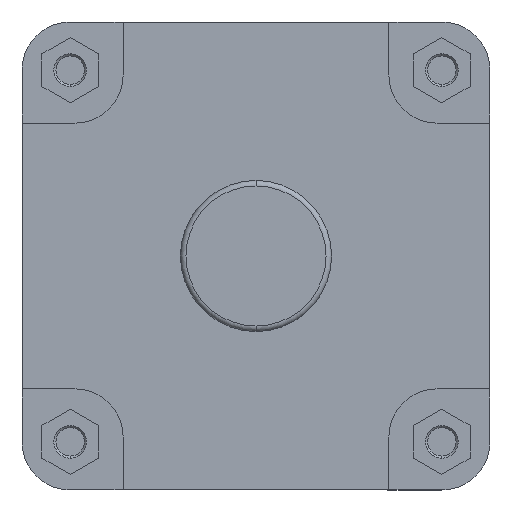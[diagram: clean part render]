
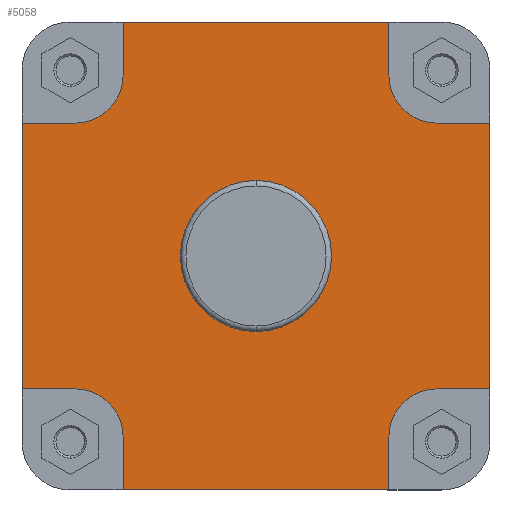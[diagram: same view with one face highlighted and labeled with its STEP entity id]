
A CAD part, left-side view. The second image highlights one B-rep face of the part: STEP entity #5058.
In plain terms, the highlighted planar face has unit normal (-1, 0, 0).
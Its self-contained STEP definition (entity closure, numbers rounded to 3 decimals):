
#335 = CARTESIAN_POINT ( 'NONE',  ( 82., 131.5, 131.5 ) ) ;
#338 = CARTESIAN_POINT ( 'NONE',  ( 82., 131.5, -131.5 ) ) ;
#340 = CARTESIAN_POINT ( 'NONE',  ( 82., 96.5, -170. ) ) ;
#341 = DIRECTION ( 'NONE',  ( 0., 0., 1. ) ) ;
#342 = CARTESIAN_POINT ( 'NONE',  ( 82., -131.5, 131.5 ) ) ;
#343 = DIRECTION ( 'NONE',  ( -1., 0., 0. ) ) ;
#344 = DIRECTION ( 'NONE',  ( 0., 0., -1. ) ) ;
#345 = CARTESIAN_POINT ( 'NONE',  ( 82., 131.5, -96.5 ) ) ;
#346 = DIRECTION ( 'NONE',  ( 0., 1., 0. ) ) ;
#347 = CARTESIAN_POINT ( 'NONE',  ( 82., 170., 0. ) ) ;
#348 = DIRECTION ( 'NONE',  ( 0., 0., 1. ) ) ;
#349 = DIRECTION ( 'NONE',  ( 0., 0., 1. ) ) ;
#350 = CARTESIAN_POINT ( 'NONE',  ( 82., 96.5, 131.5 ) ) ;
#351 = CARTESIAN_POINT ( 'NONE',  ( 82., 170., 96.5 ) ) ;
#352 = CARTESIAN_POINT ( 'NONE',  ( 82., -374.141, 170. ) ) ;
#353 = DIRECTION ( 'NONE',  ( 0., 0., -1. ) ) ;
#354 = DIRECTION ( 'NONE',  ( -1., 0., 0. ) ) ;
#355 = CARTESIAN_POINT ( 'NONE',  ( 82., -96.5, -131.5 ) ) ;
#356 = DIRECTION ( 'NONE',  ( 0., -1., 0. ) ) ;
#624 = ORIENTED_EDGE ( 'NONE', *, *, #4318, .F. ) ;
#653 = ORIENTED_EDGE ( 'NONE', *, *, #4317, .F. ) ;
#899 = VERTEX_POINT ( 'NONE', #1752 ) ;
#991 = VERTEX_POINT ( 'NONE', #1687 ) ;
#1095 = CARTESIAN_POINT ( 'NONE',  ( 82., 96.5, 170. ) ) ;
#1115 = VERTEX_POINT ( 'NONE', #1502 ) ;
#1116 = CARTESIAN_POINT ( 'NONE',  ( 82., 170., 96.5 ) ) ;
#1124 = VERTEX_POINT ( 'NONE', #1519 ) ;
#1126 = VERTEX_POINT ( 'NONE', #1403 ) ;
#1140 = VERTEX_POINT ( 'NONE', #1412 ) ;
#1145 = CARTESIAN_POINT ( 'NONE',  ( 82., 0., 0. ) ) ;
#1162 = CARTESIAN_POINT ( 'NONE',  ( 82., -170., -96.5 ) ) ;
#1166 = VERTEX_POINT ( 'NONE', #1422 ) ;
#1180 = VERTEX_POINT ( 'NONE', #1313 ) ;
#1205 = CARTESIAN_POINT ( 'NONE',  ( 82., -131.5, 96.5 ) ) ;
#1245 = VERTEX_POINT ( 'NONE', #1116 ) ;
#1283 = CARTESIAN_POINT ( 'NONE',  ( 82., -96.5, 131.5 ) ) ;
#1313 = CARTESIAN_POINT ( 'NONE',  ( 82., 96.5, -131.5 ) ) ;
#1317 = VERTEX_POINT ( 'NONE', #1335 ) ;
#1335 = CARTESIAN_POINT ( 'NONE',  ( 82., -96.5, 170. ) ) ;
#1357 = VERTEX_POINT ( 'NONE', #1737 ) ;
#1362 = VERTEX_POINT ( 'NONE', #1416 ) ;
#1378 = VERTEX_POINT ( 'NONE', #1205 ) ;
#1403 = CARTESIAN_POINT ( 'NONE',  ( 82., -170., 96.5 ) ) ;
#1404 = VERTEX_POINT ( 'NONE', #1283 ) ;
#1412 = CARTESIAN_POINT ( 'NONE',  ( 82., 131.5, 96.5 ) ) ;
#1416 = CARTESIAN_POINT ( 'NONE',  ( 82., -96.5, -170. ) ) ;
#1419 = DIRECTION ( 'NONE',  ( -1., 0., 0. ) ) ;
#1420 = DIRECTION ( 'NONE',  ( 0., 0., 1. ) ) ;
#1421 = DIRECTION ( 'NONE',  ( 0., -1., 0. ) ) ;
#1422 = CARTESIAN_POINT ( 'NONE',  ( 82., -96.5, -131.5 ) ) ;
#1485 = VERTEX_POINT ( 'NONE', #1162 ) ;
#1502 = CARTESIAN_POINT ( 'NONE',  ( 82., 170., -96.5 ) ) ;
#1519 = CARTESIAN_POINT ( 'NONE',  ( 82., -131.5, -96.5 ) ) ;
#1551 = VERTEX_POINT ( 'NONE', #1095 ) ;
#1562 = CARTESIAN_POINT ( 'NONE',  ( 82., 96.5, -170. ) ) ;
#1583 = VERTEX_POINT ( 'NONE', #1562 ) ;
#1598 = CARTESIAN_POINT ( 'NONE',  ( 82., 96.5, 131.5 ) ) ;
#1607 = VERTEX_POINT ( 'NONE', #1598 ) ;
#1687 = CARTESIAN_POINT ( 'NONE',  ( 82., 0., -54.9 ) ) ;
#1737 = CARTESIAN_POINT ( 'NONE',  ( 82., 131.5, -96.5 ) ) ;
#1752 = CARTESIAN_POINT ( 'NONE',  ( 82., 0., 54.9 ) ) ;
#1754 = CARTESIAN_POINT ( 'NONE',  ( 82., -96.5, 170. ) ) ;
#1755 = DIRECTION ( 'NONE',  ( 0., 0., -1. ) ) ;
#1756 = DIRECTION ( 'NONE',  ( -1., 0., 0. ) ) ;
#1757 = DIRECTION ( 'NONE',  ( 0., 0., -1. ) ) ;
#1758 = CARTESIAN_POINT ( 'NONE',  ( 82., -131.5, 96.5 ) ) ;
#1759 = DIRECTION ( 'NONE',  ( 0., -1., 0. ) ) ;
#1761 = CARTESIAN_POINT ( 'NONE',  ( 82., -170., 0. ) ) ;
#1762 = DIRECTION ( 'NONE',  ( 0., 0., 1. ) ) ;
#1763 = CARTESIAN_POINT ( 'NONE',  ( 82., -131.5, -131.5 ) ) ;
#1764 = DIRECTION ( 'NONE',  ( 0., 0., -1. ) ) ;
#1765 = CARTESIAN_POINT ( 'NONE',  ( 82., -374.141, -170. ) ) ;
#1766 = DIRECTION ( 'NONE',  ( 0., -1., 0. ) ) ;
#1767 = CARTESIAN_POINT ( 'NONE',  ( 82., -170., -96.5 ) ) ;
#1768 = DIRECTION ( 'NONE',  ( 0., 1., 0. ) ) ;
#1770 = DIRECTION ( 'NONE',  ( -1., 0., 0. ) ) ;
#1771 = DIRECTION ( 'NONE',  ( 0., 0., -1. ) ) ;
#1908 = CARTESIAN_POINT ( 'NONE',  ( 82., 0., 0. ) ) ;
#1918 = DIRECTION ( 'NONE',  ( -1., 0., 0. ) ) ;
#1919 = DIRECTION ( 'NONE',  ( 0., 0., 1. ) ) ;
#2579 = PLANE ( 'NONE',  #5014 ) ;
#2581 = CARTESIAN_POINT ( 'NONE',  ( 82., 54.9, 0. ) ) ;
#2583 = DIRECTION ( 'NONE',  ( 1., 0., 0. ) ) ;
#2584 = DIRECTION ( 'NONE',  ( 0., 0., -1. ) ) ;
#4234 = EDGE_CURVE ( 'NONE', #991, #899, #5942, .T. ) ;
#4317 = EDGE_CURVE ( 'NONE', #1583, #1180, #6087, .T. ) ;
#4318 = EDGE_CURVE ( 'NONE', #1180, #1357, #6091, .T. ) ;
#4319 = EDGE_CURVE ( 'NONE', #1357, #1115, #6084, .T. ) ;
#4320 = EDGE_CURVE ( 'NONE', #1115, #1245, #6092, .T. ) ;
#4321 = EDGE_CURVE ( 'NONE', #1245, #1140, #6094, .T. ) ;
#4322 = EDGE_CURVE ( 'NONE', #1140, #1607, #6098, .T. ) ;
#4323 = EDGE_CURVE ( 'NONE', #1607, #1551, #6075, .T. ) ;
#4324 = EDGE_CURVE ( 'NONE', #1551, #1317, #6099, .T. ) ;
#4325 = EDGE_CURVE ( 'NONE', #1317, #1404, #6101, .T. ) ;
#4326 = EDGE_CURVE ( 'NONE', #1404, #1378, #6104, .T. ) ;
#4327 = EDGE_CURVE ( 'NONE', #1378, #1126, #6089, .T. ) ;
#4328 = EDGE_CURVE ( 'NONE', #1485, #1126, #6105, .T. ) ;
#4329 = EDGE_CURVE ( 'NONE', #1166, #1362, #6103, .T. ) ;
#4330 = EDGE_CURVE ( 'NONE', #1583, #1362, #6109, .T. ) ;
#4331 = EDGE_CURVE ( 'NONE', #1485, #1124, #6111, .T. ) ;
#4332 = EDGE_CURVE ( 'NONE', #1124, #1166, #6114, .T. ) ;
#4393 = EDGE_CURVE ( 'NONE', #899, #991, #6210, .T. ) ;
#4790 = AXIS2_PLACEMENT_3D ( 'NONE', #1145, #1419, #1420 ) ;
#4809 = AXIS2_PLACEMENT_3D ( 'NONE', #338, #343, #344 ) ;
#4813 = AXIS2_PLACEMENT_3D ( 'NONE', #335, #354, #353 ) ;
#4814 = AXIS2_PLACEMENT_3D ( 'NONE', #342, #1756, #1757 ) ;
#4815 = AXIS2_PLACEMENT_3D ( 'NONE', #1763, #1770, #1771 ) ;
#4841 = AXIS2_PLACEMENT_3D ( 'NONE', #1908, #1918, #1919 ) ;
#5014 = AXIS2_PLACEMENT_3D ( 'NONE', #2581, #2583, #2584 ) ;
#5058 = ADVANCED_FACE ( 'NONE', ( #6891, #6884 ), #2579, .F. ) ;
#5261 = ORIENTED_EDGE ( 'NONE', *, *, #4319, .F. ) ;
#5262 = ORIENTED_EDGE ( 'NONE', *, *, #4320, .F. ) ;
#5263 = ORIENTED_EDGE ( 'NONE', *, *, #4321, .F. ) ;
#5264 = ORIENTED_EDGE ( 'NONE', *, *, #4322, .F. ) ;
#5265 = ORIENTED_EDGE ( 'NONE', *, *, #4323, .F. ) ;
#5266 = ORIENTED_EDGE ( 'NONE', *, *, #4324, .F. ) ;
#5267 = ORIENTED_EDGE ( 'NONE', *, *, #4325, .F. ) ;
#5268 = ORIENTED_EDGE ( 'NONE', *, *, #4326, .F. ) ;
#5269 = ORIENTED_EDGE ( 'NONE', *, *, #4327, .F. ) ;
#5270 = ORIENTED_EDGE ( 'NONE', *, *, #4328, .T. ) ;
#5271 = ORIENTED_EDGE ( 'NONE', *, *, #4331, .F. ) ;
#5272 = ORIENTED_EDGE ( 'NONE', *, *, #4332, .F. ) ;
#5273 = ORIENTED_EDGE ( 'NONE', *, *, #4329, .F. ) ;
#5274 = ORIENTED_EDGE ( 'NONE', *, *, #4330, .T. ) ;
#5275 = ORIENTED_EDGE ( 'NONE', *, *, #4234, .F. ) ;
#5276 = ORIENTED_EDGE ( 'NONE', *, *, #4393, .F. ) ;
#5624 = EDGE_LOOP ( 'NONE', ( #5276, #5275 ) ) ;
#5634 = EDGE_LOOP ( 'NONE', ( #5274, #5273, #5272, #5271, #5270, #5269, #5268, #5267, #5266, #5265, #5264, #5263, #5262, #5261, #624, #653 ) ) ;
#5942 = CIRCLE ( 'NONE', #4790, 54.9 ) ;
#6075 = LINE ( 'NONE', #350, #6090 ) ;
#6083 = VECTOR ( 'NONE', #346, 1000. ) ;
#6084 = LINE ( 'NONE', #345, #6083 ) ;
#6087 = LINE ( 'NONE', #340, #6088 ) ;
#6088 = VECTOR ( 'NONE', #341, 1000. ) ;
#6089 = LINE ( 'NONE', #1758, #6097 ) ;
#6090 = VECTOR ( 'NONE', #349, 1000. ) ;
#6091 = CIRCLE ( 'NONE', #4809, 35. ) ;
#6092 = LINE ( 'NONE', #347, #6093 ) ;
#6093 = VECTOR ( 'NONE', #348, 1000. ) ;
#6094 = LINE ( 'NONE', #351, #6095 ) ;
#6095 = VECTOR ( 'NONE', #356, 1000. ) ;
#6097 = VECTOR ( 'NONE', #1759, 1000. ) ;
#6098 = CIRCLE ( 'NONE', #4813, 35. ) ;
#6099 = LINE ( 'NONE', #352, #6100 ) ;
#6100 = VECTOR ( 'NONE', #1421, 1000. ) ;
#6101 = LINE ( 'NONE', #1754, #6102 ) ;
#6102 = VECTOR ( 'NONE', #1755, 1000. ) ;
#6103 = LINE ( 'NONE', #355, #6107 ) ;
#6104 = CIRCLE ( 'NONE', #4814, 35. ) ;
#6105 = LINE ( 'NONE', #1761, #6106 ) ;
#6106 = VECTOR ( 'NONE', #1762, 1000. ) ;
#6107 = VECTOR ( 'NONE', #1764, 1000. ) ;
#6109 = LINE ( 'NONE', #1765, #6110 ) ;
#6110 = VECTOR ( 'NONE', #1766, 1000. ) ;
#6111 = LINE ( 'NONE', #1767, #6112 ) ;
#6112 = VECTOR ( 'NONE', #1768, 1000. ) ;
#6114 = CIRCLE ( 'NONE', #4815, 35. ) ;
#6210 = CIRCLE ( 'NONE', #4841, 54.9 ) ;
#6884 = FACE_OUTER_BOUND ( 'NONE', #5634, .T. ) ;
#6891 = FACE_BOUND ( 'NONE', #5624, .T. ) ;
